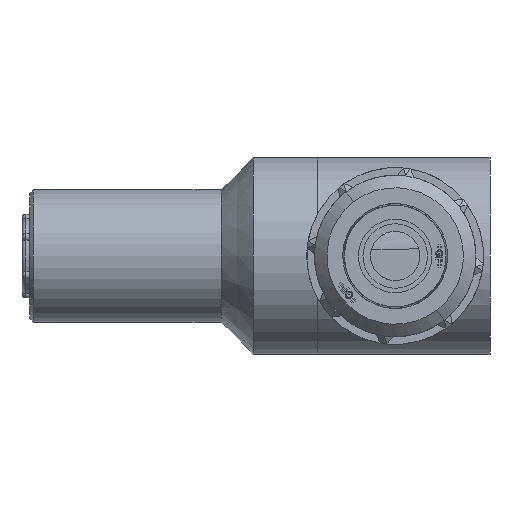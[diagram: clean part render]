
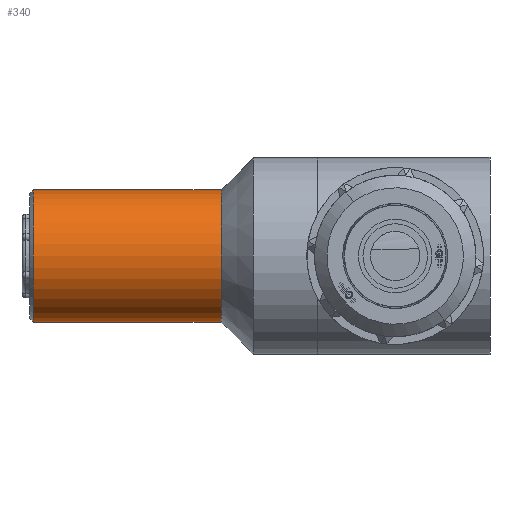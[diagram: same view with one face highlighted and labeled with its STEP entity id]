
A CAD part, left-side view. The second image highlights one B-rep face of the part: STEP entity #340.
In plain terms, the highlighted cylindrical face has radius 17.5 mm (diameter 35 mm), a full revolution.
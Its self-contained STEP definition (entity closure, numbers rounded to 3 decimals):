
#330 = CYLINDRICAL_SURFACE ( 'NONE', #5350, 17.5 ) ;
#340 = ADVANCED_FACE ( 'NONE', ( #4953, #8213 ), #330, .T. ) ;
#465 = CARTESIAN_POINT ( 'NONE',  ( -22.915, 18.337, 0. ) ) ;
#556 = DIRECTION ( 'NONE',  ( 0., 1., 0. ) ) ;
#833 = CARTESIAN_POINT ( 'NONE',  ( -22.915, -31.163, 0. ) ) ;
#1428 = VERTEX_POINT ( 'NONE', #10917 ) ;
#2131 = DIRECTION ( 'NONE',  ( 0., 0., 1. ) ) ;
#2226 = ORIENTED_EDGE ( 'NONE', *, *, #7483, .T. ) ;
#3145 = DIRECTION ( 'NONE',  ( -1., 0., 0. ) ) ;
#3531 = AXIS2_PLACEMENT_3D ( 'NONE', #465, #3926, #2131 ) ;
#3879 = CIRCLE ( 'NONE', #3531, 17.5 ) ;
#3926 = DIRECTION ( 'NONE',  ( 0., -1., 0. ) ) ;
#3996 = CIRCLE ( 'NONE', #7848, 17.5 ) ;
#4953 = FACE_OUTER_BOUND ( 'NONE', #11268, .T. ) ;
#5144 = EDGE_LOOP ( 'NONE', ( #5469 ) ) ;
#5230 = EDGE_CURVE ( 'NONE', #1428, #1428, #3996, .T. ) ;
#5350 = AXIS2_PLACEMENT_3D ( 'NONE', #8380, #556, #3145 ) ;
#5469 = ORIENTED_EDGE ( 'NONE', *, *, #5230, .T. ) ;
#5930 = VERTEX_POINT ( 'NONE', #7482 ) ;
#7482 = CARTESIAN_POINT ( 'NONE',  ( -22.915, 18.337, 17.5 ) ) ;
#7483 = EDGE_CURVE ( 'NONE', #5930, #5930, #3879, .T. ) ;
#7848 = AXIS2_PLACEMENT_3D ( 'NONE', #833, #7911, #9689 ) ;
#7911 = DIRECTION ( 'NONE',  ( 0., 1., 0. ) ) ;
#8213 = FACE_OUTER_BOUND ( 'NONE', #5144, .T. ) ;
#8380 = CARTESIAN_POINT ( 'NONE',  ( -22.915, 19.337, 0. ) ) ;
#9689 = DIRECTION ( 'NONE',  ( -1., 0., 0. ) ) ;
#10917 = CARTESIAN_POINT ( 'NONE',  ( -40.415, -31.163, 0. ) ) ;
#11268 = EDGE_LOOP ( 'NONE', ( #2226 ) ) ;
